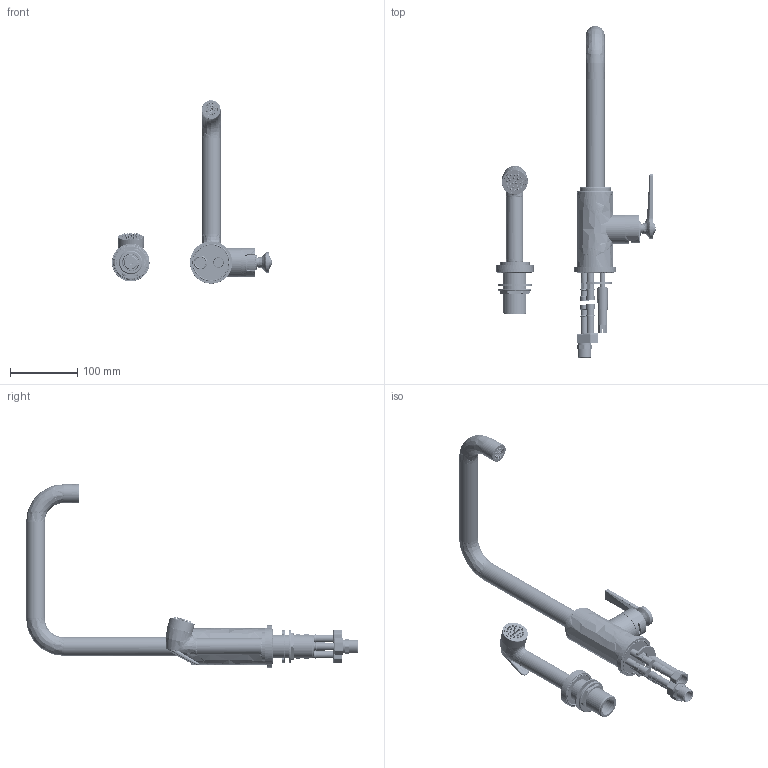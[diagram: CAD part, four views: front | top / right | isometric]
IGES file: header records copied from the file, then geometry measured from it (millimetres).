
Global section: file name: V7K33LF; native system: Autodesk Inventor 2020; preprocessor: unknown; author: rclarke; date: 20220512.095316; units: millimetre
Bounding box: 238.71 x 495.09 x 273.6 mm (x, y, z)
Volume: 629525.5 mm3; surface area: 320122.7 mm2
Topology: 61 solids, 69 shells, 4133 faces, 10494 edges, 6734 vertices
Faces by surface type: bspline 4133
